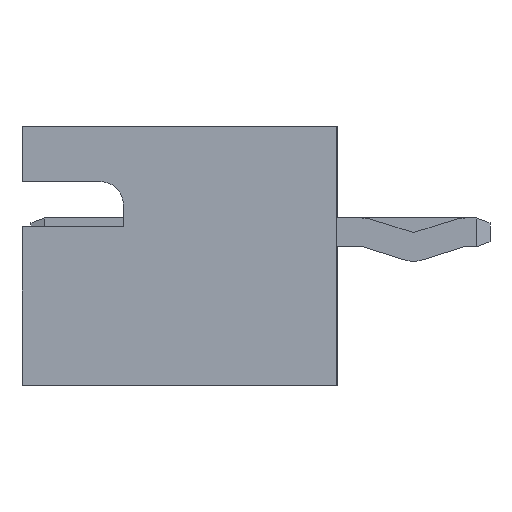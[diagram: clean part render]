
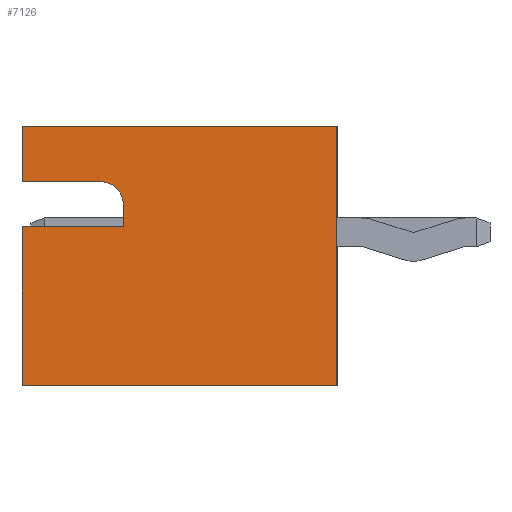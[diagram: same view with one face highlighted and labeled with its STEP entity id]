
A CAD part, left-side view. The second image highlights one B-rep face of the part: STEP entity #7126.
In plain terms, the highlighted planar face has unit normal (-1, 0, 0).
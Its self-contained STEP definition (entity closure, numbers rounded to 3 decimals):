
#63 = CARTESIAN_POINT ( 'NONE',  ( -7.45, 7., 0.65 ) ) ;
#235 = DIRECTION ( 'NONE',  ( 0., 0., 1. ) ) ;
#303 = EDGE_CURVE ( 'NONE', #2667, #8095, #1510, .T. ) ;
#510 = DIRECTION ( 'NONE',  ( 0., -1., 0. ) ) ;
#585 = DIRECTION ( 'NONE',  ( 0., 0., 1. ) ) ;
#804 = EDGE_CURVE ( 'NONE', #854, #1572, #4593, .T. ) ;
#854 = VERTEX_POINT ( 'NONE', #1194 ) ;
#873 = ORIENTED_EDGE ( 'NONE', *, *, #4500, .T. ) ;
#963 = CARTESIAN_POINT ( 'NONE',  ( -7.45, 5.25, 1.65 ) ) ;
#1031 = CARTESIAN_POINT ( 'NONE',  ( -7.45, 7., 0.65 ) ) ;
#1131 = LINE ( 'NONE', #3014, #7941 ) ;
#1170 = CARTESIAN_POINT ( 'NONE',  ( -7.45, 7., 1.65 ) ) ;
#1183 = DIRECTION ( 'NONE',  ( 0., 0., 1. ) ) ;
#1194 = CARTESIAN_POINT ( 'NONE',  ( -7.45, 4.75, 1.15 ) ) ;
#1218 = DIRECTION ( 'NONE',  ( -1., 0., 0. ) ) ;
#1286 = ORIENTED_EDGE ( 'NONE', *, *, #4866, .T. ) ;
#1322 = CARTESIAN_POINT ( 'NONE',  ( -7.45, 7., -2.875 ) ) ;
#1441 = DIRECTION ( 'NONE',  ( 1., 0., 0. ) ) ;
#1508 = AXIS2_PLACEMENT_3D ( 'NONE', #4511, #1218, #585 ) ;
#1510 = LINE ( 'NONE', #5771, #1845 ) ;
#1572 = VERTEX_POINT ( 'NONE', #963 ) ;
#1703 = EDGE_CURVE ( 'NONE', #5294, #1572, #6119, .T. ) ;
#1845 = VECTOR ( 'NONE', #510, 1000. ) ;
#2041 = VECTOR ( 'NONE', #2153, 1000. ) ;
#2153 = DIRECTION ( 'NONE',  ( 0., -1., 0. ) ) ;
#2193 = DIRECTION ( 'NONE',  ( 0., 0., -1. ) ) ;
#2207 = ORIENTED_EDGE ( 'NONE', *, *, #303, .F. ) ;
#2222 = LINE ( 'NONE', #63, #7298 ) ;
#2553 = EDGE_CURVE ( 'NONE', #5294, #2667, #7615, .T. ) ;
#2667 = VERTEX_POINT ( 'NONE', #3788 ) ;
#2681 = AXIS2_PLACEMENT_3D ( 'NONE', #5481, #1441, #2193 ) ;
#2805 = ORIENTED_EDGE ( 'NONE', *, *, #804, .F. ) ;
#2842 = ORIENTED_EDGE ( 'NONE', *, *, #1703, .T. ) ;
#2990 = DIRECTION ( 'NONE',  ( 0., 0., 1. ) ) ;
#3014 = CARTESIAN_POINT ( 'NONE',  ( -7.45, 7., 0. ) ) ;
#3356 = CARTESIAN_POINT ( 'NONE',  ( -7.45, 4.75, 0.65 ) ) ;
#3530 = EDGE_CURVE ( 'NONE', #854, #3551, #5763, .T. ) ;
#3551 = VERTEX_POINT ( 'NONE', #3356 ) ;
#3707 = VECTOR ( 'NONE', #6717, 1000. ) ;
#3740 = EDGE_CURVE ( 'NONE', #3998, #4057, #7502, .T. ) ;
#3768 = DIRECTION ( 'NONE',  ( 0., -1., 0. ) ) ;
#3788 = CARTESIAN_POINT ( 'NONE',  ( -7.45, 7., 2.875 ) ) ;
#3998 = VERTEX_POINT ( 'NONE', #6276 ) ;
#4002 = ORIENTED_EDGE ( 'NONE', *, *, #7182, .F. ) ;
#4057 = VERTEX_POINT ( 'NONE', #5803 ) ;
#4308 = EDGE_LOOP ( 'NONE', ( #8517, #873, #4002, #4600, #1286, #2207, #5244, #2842, #2805 ) ) ;
#4500 = EDGE_CURVE ( 'NONE', #3551, #8056, #2222, .T. ) ;
#4511 = CARTESIAN_POINT ( 'NONE',  ( -7.45, 5.25, 1.15 ) ) ;
#4593 = CIRCLE ( 'NONE', #1508, 0.5 ) ;
#4600 = ORIENTED_EDGE ( 'NONE', *, *, #3740, .T. ) ;
#4715 = CARTESIAN_POINT ( 'NONE',  ( -7.45, 4.75, 0. ) ) ;
#4795 = CARTESIAN_POINT ( 'NONE',  ( -7.45, 7., 1.65 ) ) ;
#4866 = EDGE_CURVE ( 'NONE', #4057, #8095, #6490, .T. ) ;
#5244 = ORIENTED_EDGE ( 'NONE', *, *, #2553, .F. ) ;
#5294 = VERTEX_POINT ( 'NONE', #4795 ) ;
#5350 = DIRECTION ( 'NONE',  ( 0., 1., 0. ) ) ;
#5404 = PLANE ( 'NONE',  #2681 ) ;
#5481 = CARTESIAN_POINT ( 'NONE',  ( -7.45, 7., 0. ) ) ;
#5763 = LINE ( 'NONE', #4715, #3707 ) ;
#5771 = CARTESIAN_POINT ( 'NONE',  ( -7.45, 7., 2.875 ) ) ;
#5803 = CARTESIAN_POINT ( 'NONE',  ( -7.45, 0., -2.875 ) ) ;
#5970 = VECTOR ( 'NONE', #235, 1000. ) ;
#6119 = LINE ( 'NONE', #1170, #6342 ) ;
#6224 = CARTESIAN_POINT ( 'NONE',  ( -7.45, 7., 0. ) ) ;
#6276 = CARTESIAN_POINT ( 'NONE',  ( -7.45, 7., -2.875 ) ) ;
#6342 = VECTOR ( 'NONE', #3768, 1000. ) ;
#6490 = LINE ( 'NONE', #7821, #8088 ) ;
#6717 = DIRECTION ( 'NONE',  ( 0., 0., -1. ) ) ;
#7026 = FACE_OUTER_BOUND ( 'NONE', #4308, .T. ) ;
#7126 = ADVANCED_FACE ( 'NONE', ( #7026 ), #5404, .F. ) ;
#7182 = EDGE_CURVE ( 'NONE', #3998, #8056, #1131, .T. ) ;
#7298 = VECTOR ( 'NONE', #5350, 1000. ) ;
#7502 = LINE ( 'NONE', #1322, #2041 ) ;
#7615 = LINE ( 'NONE', #6224, #5970 ) ;
#7821 = CARTESIAN_POINT ( 'NONE',  ( -7.45, 0., 0. ) ) ;
#7823 = CARTESIAN_POINT ( 'NONE',  ( -7.45, 0., 2.875 ) ) ;
#7941 = VECTOR ( 'NONE', #2990, 1000. ) ;
#8056 = VERTEX_POINT ( 'NONE', #1031 ) ;
#8088 = VECTOR ( 'NONE', #1183, 1000. ) ;
#8095 = VERTEX_POINT ( 'NONE', #7823 ) ;
#8517 = ORIENTED_EDGE ( 'NONE', *, *, #3530, .T. ) ;
